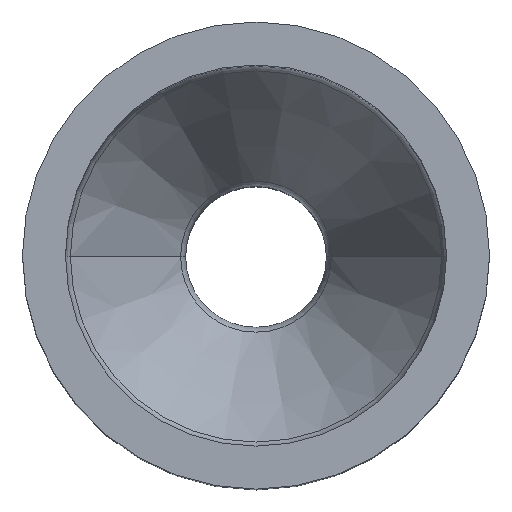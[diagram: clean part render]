
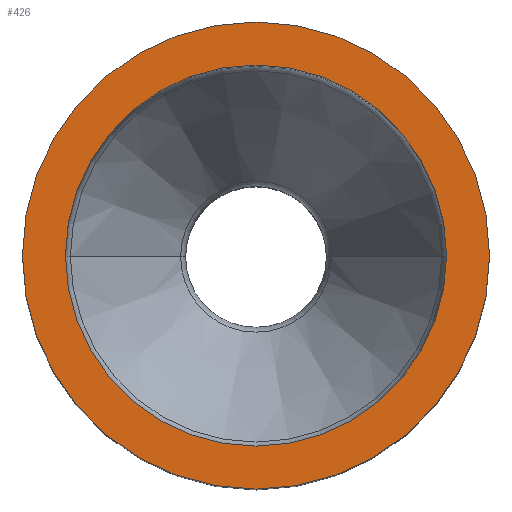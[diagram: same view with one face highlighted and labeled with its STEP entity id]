
A CAD part, top view. The second image highlights one B-rep face of the part: STEP entity #426.
In plain terms, the highlighted planar face has unit normal (0, 0, 1).
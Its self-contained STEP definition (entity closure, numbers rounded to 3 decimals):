
#11 = EDGE_LOOP ( 'NONE', ( #637, #415 ) ) ;
#20 = CARTESIAN_POINT ( 'NONE',  ( -25.7, 0., 81.068 ) ) ;
#23 = DIRECTION ( 'NONE',  ( -1., 0., 0. ) ) ;
#26 = CIRCLE ( 'NONE', #550, 25.7 ) ;
#31 = DIRECTION ( 'NONE',  ( 0., 0., -1. ) ) ;
#35 = DIRECTION ( 'NONE',  ( -1., 0., 0. ) ) ;
#45 = EDGE_CURVE ( 'NONE', #296, #144, #81, .T. ) ;
#81 = CIRCLE ( 'NONE', #250, 31.5 ) ;
#144 = VERTEX_POINT ( 'NONE', #572 ) ;
#168 = DIRECTION ( 'NONE',  ( 0., 0., -1. ) ) ;
#195 = CIRCLE ( 'NONE', #341, 25.7 ) ;
#201 = ORIENTED_EDGE ( 'NONE', *, *, #500, .T. ) ;
#203 = DIRECTION ( 'NONE',  ( -1., 0., 0. ) ) ;
#236 = CARTESIAN_POINT ( 'NONE',  ( 25.7, 0., 81.068 ) ) ;
#239 = CIRCLE ( 'NONE', #539, 31.5 ) ;
#245 = PLANE ( 'NONE',  #394 ) ;
#250 = AXIS2_PLACEMENT_3D ( 'NONE', #429, #273, #203 ) ;
#273 = DIRECTION ( 'NONE',  ( 0., 0., -1. ) ) ;
#296 = VERTEX_POINT ( 'NONE', #601 ) ;
#300 = FACE_OUTER_BOUND ( 'NONE', #11, .T. ) ;
#341 = AXIS2_PLACEMENT_3D ( 'NONE', #378, #168, #35 ) ;
#348 = VERTEX_POINT ( 'NONE', #236 ) ;
#361 = DIRECTION ( 'NONE',  ( 0., 0., -1. ) ) ;
#365 = CARTESIAN_POINT ( 'NONE',  ( 0., 0., 81.068 ) ) ;
#378 = CARTESIAN_POINT ( 'NONE',  ( 0., 0., 81.068 ) ) ;
#394 = AXIS2_PLACEMENT_3D ( 'NONE', #609, #402, #614 ) ;
#402 = DIRECTION ( 'NONE',  ( 0., 0., 1. ) ) ;
#415 = ORIENTED_EDGE ( 'NONE', *, *, #45, .F. ) ;
#426 = ADVANCED_FACE ( 'NONE', ( #656, #300 ), #245, .T. ) ;
#429 = CARTESIAN_POINT ( 'NONE',  ( 0., 0., 81.068 ) ) ;
#492 = CARTESIAN_POINT ( 'NONE',  ( 0., 0., 81.068 ) ) ;
#500 = EDGE_CURVE ( 'NONE', #513, #348, #26, .T. ) ;
#513 = VERTEX_POINT ( 'NONE', #20 ) ;
#532 = EDGE_LOOP ( 'NONE', ( #201, #594 ) ) ;
#539 = AXIS2_PLACEMENT_3D ( 'NONE', #492, #31, #585 ) ;
#550 = AXIS2_PLACEMENT_3D ( 'NONE', #365, #361, #23 ) ;
#572 = CARTESIAN_POINT ( 'NONE',  ( -31.5, 0., 81.068 ) ) ;
#585 = DIRECTION ( 'NONE',  ( -1., 0., 0. ) ) ;
#594 = ORIENTED_EDGE ( 'NONE', *, *, #647, .T. ) ;
#601 = CARTESIAN_POINT ( 'NONE',  ( 31.5, 0., 81.068 ) ) ;
#607 = EDGE_CURVE ( 'NONE', #144, #296, #239, .T. ) ;
#609 = CARTESIAN_POINT ( 'NONE',  ( -25.7, 0., 81.068 ) ) ;
#614 = DIRECTION ( 'NONE',  ( 1., 0., 0. ) ) ;
#637 = ORIENTED_EDGE ( 'NONE', *, *, #607, .F. ) ;
#647 = EDGE_CURVE ( 'NONE', #348, #513, #195, .T. ) ;
#656 = FACE_BOUND ( 'NONE', #532, .T. ) ;
